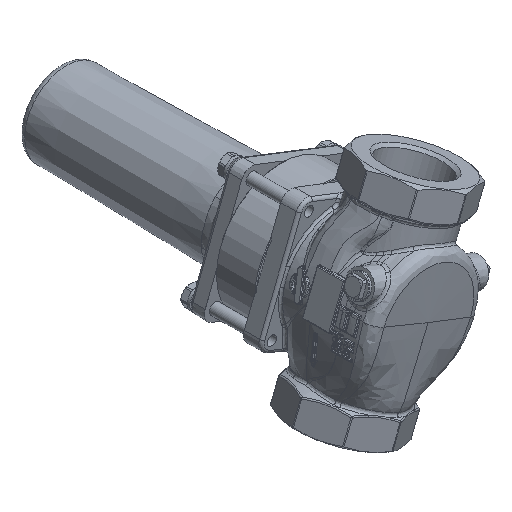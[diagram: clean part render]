
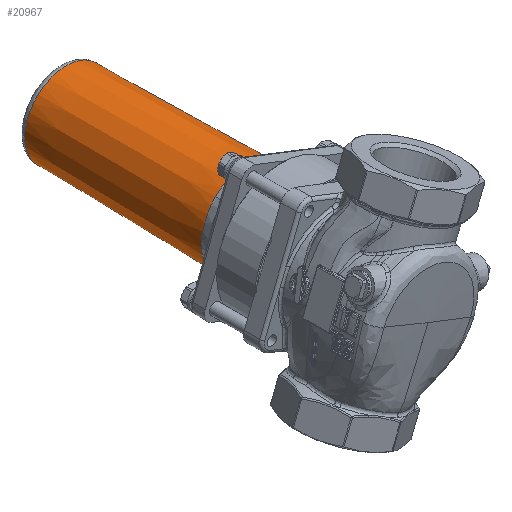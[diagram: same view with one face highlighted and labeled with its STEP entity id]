
A CAD part, isometric view. The second image highlights one B-rep face of the part: STEP entity #20967.
In plain terms, the highlighted conical face has half-angle 1 degrees and reference radius 33 mm.
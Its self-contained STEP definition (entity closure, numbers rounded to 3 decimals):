
#2033=FACE_BOUND($,#4793,.T.);
#2149=CONICAL_SURFACE($,#22554,33.,1.);
#3399=FACE_OUTER_BOUND($,#4792,.T.);
#4792=EDGE_LOOP($,(#17565,#17566,#17567,#17568,#17569,#17570,#17571,#17572));
#4793=EDGE_LOOP($,(#17573));
#5635=CIRCLE($,#22553,30.45);
#5636=CIRCLE($,#22555,32.743);
#5637=CIRCLE($,#22556,32.743);
#5638=CIRCLE($,#22557,32.743);
#5639=CIRCLE($,#22558,32.743);
#7071=B_SPLINE_CURVE_WITH_KNOTS($,3,(#66354,#66355,#66356,#66357,#66358,
#66359,#66360),.UNSPECIFIED.,.F.,.F.,(4,1,1,1,4),(-3.142,-2.244,
-0.449,1.346,3.142),.UNSPECIFIED.);
#7072=B_SPLINE_CURVE_WITH_KNOTS($,3,(#66364,#66365,#66366,#66367,#66368,
#66369,#66370),.UNSPECIFIED.,.F.,.F.,(4,1,1,1,4),(-3.142,-2.244,
-0.449,1.346,3.142),.UNSPECIFIED.);
#7073=B_SPLINE_CURVE_WITH_KNOTS($,3,(#66374,#66375,#66376,#66377,#66378,
#66379,#66380),.UNSPECIFIED.,.F.,.F.,(4,1,1,1,4),(-3.142,-2.244,
-0.449,1.346,3.142),.UNSPECIFIED.);
#7074=B_SPLINE_CURVE_WITH_KNOTS($,3,(#66383,#66384,#66385,#66386,#66387,
#66388,#66389),.UNSPECIFIED.,.F.,.F.,(4,1,1,1,4),(-3.142,-2.244,
-0.449,1.346,3.142),.UNSPECIFIED.);
#8798=VERTEX_POINT($,#66347);
#8799=VERTEX_POINT($,#66350);
#8800=VERTEX_POINT($,#66351);
#8801=VERTEX_POINT($,#66353);
#8802=VERTEX_POINT($,#66361);
#8803=VERTEX_POINT($,#66363);
#8804=VERTEX_POINT($,#66371);
#8805=VERTEX_POINT($,#66373);
#8806=VERTEX_POINT($,#66381);
#11737=EDGE_CURVE($,#8798,#8798,#5635,.T.);
#11738=EDGE_CURVE($,#8799,#8800,#5636,.T.);
#11739=EDGE_CURVE($,#8801,#8799,#7071,.T.);
#11740=EDGE_CURVE($,#8802,#8801,#5637,.T.);
#11741=EDGE_CURVE($,#8803,#8802,#7072,.T.);
#11742=EDGE_CURVE($,#8804,#8803,#5638,.T.);
#11743=EDGE_CURVE($,#8805,#8804,#7073,.T.);
#11744=EDGE_CURVE($,#8806,#8805,#5639,.T.);
#11745=EDGE_CURVE($,#8800,#8806,#7074,.T.);
#17565=ORIENTED_EDGE($,*,*,#11738,.F.);
#17566=ORIENTED_EDGE($,*,*,#11739,.F.);
#17567=ORIENTED_EDGE($,*,*,#11740,.F.);
#17568=ORIENTED_EDGE($,*,*,#11741,.F.);
#17569=ORIENTED_EDGE($,*,*,#11742,.F.);
#17570=ORIENTED_EDGE($,*,*,#11743,.F.);
#17571=ORIENTED_EDGE($,*,*,#11744,.F.);
#17572=ORIENTED_EDGE($,*,*,#11745,.F.);
#17573=ORIENTED_EDGE($,*,*,#11737,.F.);
#20967=ADVANCED_FACE($,(#3399,#2033),#2149,.T.);
#22553=AXIS2_PLACEMENT_3D($,#66348,#26175,#26176);
#22554=AXIS2_PLACEMENT_3D($,#66349,#26177,#26178);
#22555=AXIS2_PLACEMENT_3D($,#66352,#26179,#26180);
#22556=AXIS2_PLACEMENT_3D($,#66362,#26181,#26182);
#22557=AXIS2_PLACEMENT_3D($,#66372,#26183,#26184);
#22558=AXIS2_PLACEMENT_3D($,#66382,#26185,#26186);
#26175=DIRECTION('center_axis',(0.,1.,0.));
#26176=DIRECTION('ref_axis',(-0.932,0.,0.362));
#26177=DIRECTION('center_axis',(0.,-1.,0.));
#26178=DIRECTION('ref_axis',(-0.932,0.,0.362));
#26179=DIRECTION('center_axis',(0.,-1.,0.));
#26180=DIRECTION('ref_axis',(-0.932,0.,0.362));
#26181=DIRECTION('center_axis',(0.,-1.,0.));
#26182=DIRECTION('ref_axis',(-0.932,0.,0.362));
#26183=DIRECTION('center_axis',(0.,-1.,0.));
#26184=DIRECTION('ref_axis',(-0.932,0.,0.362));
#26185=DIRECTION('center_axis',(0.,-1.,0.));
#26186=DIRECTION('ref_axis',(-0.932,0.,0.362));
#66347=CARTESIAN_POINT('',(-102.069,464.373,-223.089));
#66348=CARTESIAN_POINT('Origin',(-130.458,464.373,-212.078));
#66349=CARTESIAN_POINT('Origin',(-130.458,318.286,-212.078));
#66350=CARTESIAN_POINT('',(-97.842,333.024,-209.208));
#66351=CARTESIAN_POINT('',(-106.346,333.024,-189.927));
#66352=CARTESIAN_POINT('Origin',(-130.458,333.024,-212.078));
#66353=CARTESIAN_POINT('',(-108.307,333.024,-236.19));
#66354=CARTESIAN_POINT('Ctrl Pts',(-108.307,333.024,-236.19));
#66355=CARTESIAN_POINT('Ctrl Pts',(-107.255,333.024,-235.224));
#66356=CARTESIAN_POINT('Ctrl Pts',(-104.288,332.797,-232.123));
#66357=CARTESIAN_POINT('Ctrl Pts',(-100.417,332.137,-226.057));
#66358=CARTESIAN_POINT('Ctrl Pts',(-97.828,332.453,-217.801));
#66359=CARTESIAN_POINT('Ctrl Pts',(-97.591,333.024,-212.054));
#66360=CARTESIAN_POINT('Ctrl Pts',(-97.842,333.024,-209.208));
#66361=CARTESIAN_POINT('',(-127.588,333.024,-244.694));
#66362=CARTESIAN_POINT('Origin',(-130.458,333.024,-212.078));
#66363=CARTESIAN_POINT('',(-154.571,333.024,-234.229));
#66364=CARTESIAN_POINT('Ctrl Pts',(-154.571,333.024,-234.229));
#66365=CARTESIAN_POINT('Ctrl Pts',(-153.605,333.024,-235.281));
#66366=CARTESIAN_POINT('Ctrl Pts',(-150.504,332.797,-238.248));
#66367=CARTESIAN_POINT('Ctrl Pts',(-144.437,332.137,-242.119));
#66368=CARTESIAN_POINT('Ctrl Pts',(-136.181,332.453,-244.708));
#66369=CARTESIAN_POINT('Ctrl Pts',(-130.435,333.024,-244.945));
#66370=CARTESIAN_POINT('Ctrl Pts',(-127.588,333.024,-244.694));
#66371=CARTESIAN_POINT('',(-163.075,333.024,-214.948));
#66372=CARTESIAN_POINT('Origin',(-130.458,333.024,-212.078));
#66373=CARTESIAN_POINT('',(-152.61,333.024,-187.965));
#66374=CARTESIAN_POINT('Ctrl Pts',(-152.61,333.024,-187.965));
#66375=CARTESIAN_POINT('Ctrl Pts',(-153.662,333.024,-188.932));
#66376=CARTESIAN_POINT('Ctrl Pts',(-156.628,332.797,-192.032));
#66377=CARTESIAN_POINT('Ctrl Pts',(-160.5,332.137,-198.099));
#66378=CARTESIAN_POINT('Ctrl Pts',(-163.089,332.453,-206.355));
#66379=CARTESIAN_POINT('Ctrl Pts',(-163.326,333.024,-212.101));
#66380=CARTESIAN_POINT('Ctrl Pts',(-163.075,333.024,-214.948));
#66381=CARTESIAN_POINT('',(-133.328,333.024,-179.461));
#66382=CARTESIAN_POINT('Origin',(-130.458,333.024,-212.078));
#66383=CARTESIAN_POINT('Ctrl Pts',(-106.346,333.024,-189.927));
#66384=CARTESIAN_POINT('Ctrl Pts',(-107.312,333.024,-188.875));
#66385=CARTESIAN_POINT('Ctrl Pts',(-110.413,332.797,-185.908));
#66386=CARTESIAN_POINT('Ctrl Pts',(-116.479,332.137,-182.036));
#66387=CARTESIAN_POINT('Ctrl Pts',(-124.736,332.453,-179.447));
#66388=CARTESIAN_POINT('Ctrl Pts',(-130.482,333.024,-179.211));
#66389=CARTESIAN_POINT('Ctrl Pts',(-133.328,333.024,-179.461));
